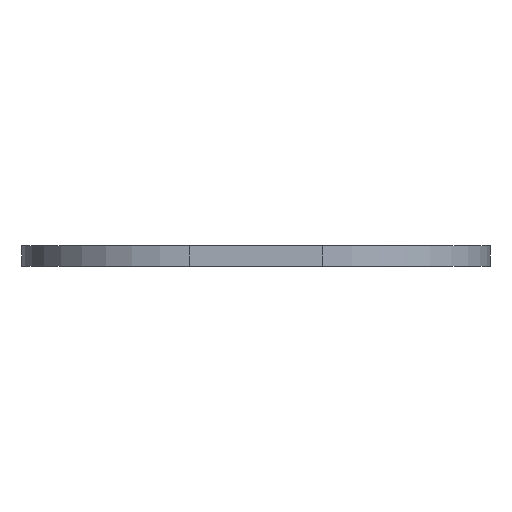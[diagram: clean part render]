
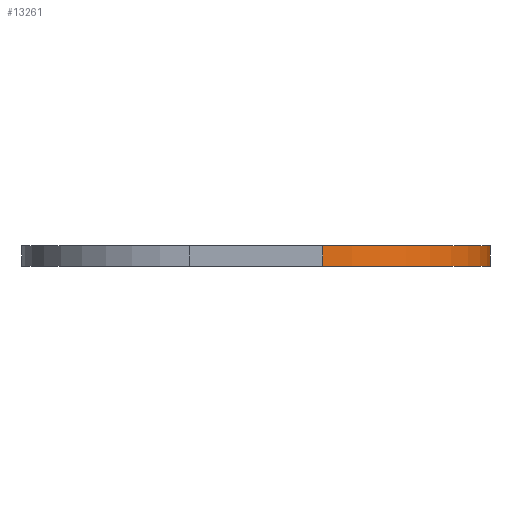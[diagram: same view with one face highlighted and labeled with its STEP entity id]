
A CAD part, left-side view. The second image highlights one B-rep face of the part: STEP entity #13261.
In plain terms, the highlighted cylindrical face has radius 25 mm (diameter 50 mm), a partial arc.
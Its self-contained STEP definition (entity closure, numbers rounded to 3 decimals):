
#1193=FACE_OUTER_BOUND('',#1835,.T.);
#1835=EDGE_LOOP('',(#11113,#11114,#11115,#11116));
#3449=LINE('',#21753,#4961);
#3450=LINE('',#21756,#4962);
#4961=VECTOR('',#17907,10.);
#4962=VECTOR('',#17910,10.);
#5377=CIRCLE('',#14324,25.);
#5378=CIRCLE('',#14325,25.);
#6649=VERTEX_POINT('',#21749);
#6650=VERTEX_POINT('',#21750);
#6651=VERTEX_POINT('',#21752);
#6652=VERTEX_POINT('',#21754);
#8561=EDGE_CURVE('',#6649,#6650,#5377,.T.);
#8562=EDGE_CURVE('',#6650,#6651,#3449,.T.);
#8563=EDGE_CURVE('',#6652,#6651,#5378,.T.);
#8564=EDGE_CURVE('',#6649,#6652,#3450,.T.);
#11113=ORIENTED_EDGE('',*,*,#8561,.T.);
#11114=ORIENTED_EDGE('',*,*,#8562,.T.);
#11115=ORIENTED_EDGE('',*,*,#8563,.F.);
#11116=ORIENTED_EDGE('',*,*,#8564,.F.);
#12625=CYLINDRICAL_SURFACE('',#14323,25.);
#13261=ADVANCED_FACE('',(#1193),#12625,.T.);
#14323=AXIS2_PLACEMENT_3D('',#21748,#17903,#17904);
#14324=AXIS2_PLACEMENT_3D('',#21751,#17905,#17906);
#14325=AXIS2_PLACEMENT_3D('',#21755,#17908,#17909);
#17903=DIRECTION('center_axis',(0.,0.,1.));
#17904=DIRECTION('ref_axis',(-1.,0.,0.));
#17905=DIRECTION('center_axis',(0.,0.,1.));
#17906=DIRECTION('ref_axis',(-1.,0.,0.));
#17907=DIRECTION('',(0.,0.,1.));
#17908=DIRECTION('center_axis',(0.,0.,1.));
#17909=DIRECTION('ref_axis',(-1.,0.,0.));
#17910=DIRECTION('',(0.,0.,1.));
#21748=CARTESIAN_POINT('Origin',(-365.107,-56.381,0.));
#21749=CARTESIAN_POINT('',(-390.107,-56.381,0.));
#21750=CARTESIAN_POINT('',(-365.107,-81.381,0.));
#21751=CARTESIAN_POINT('Origin',(-365.107,-56.381,0.));
#21752=CARTESIAN_POINT('',(-365.107,-81.381,3.));
#21753=CARTESIAN_POINT('',(-365.107,-81.381,0.));
#21754=CARTESIAN_POINT('',(-390.107,-56.381,3.));
#21755=CARTESIAN_POINT('Origin',(-365.107,-56.381,3.));
#21756=CARTESIAN_POINT('',(-390.107,-56.381,0.));
